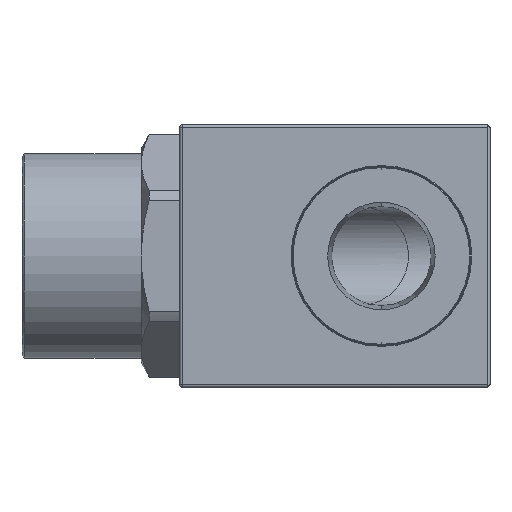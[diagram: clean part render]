
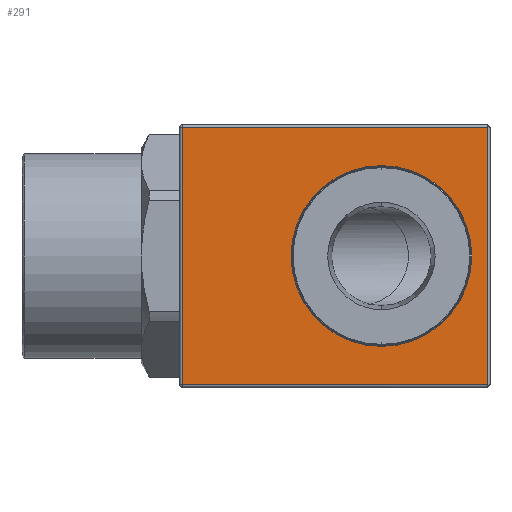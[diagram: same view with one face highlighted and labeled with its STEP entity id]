
A CAD part, front view. The second image highlights one B-rep face of the part: STEP entity #291.
In plain terms, the highlighted planar face has unit normal (0, -1, 0).
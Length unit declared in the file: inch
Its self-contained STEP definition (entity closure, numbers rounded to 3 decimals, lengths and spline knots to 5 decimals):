
#278 = VERTEX_POINT ( 'NONE', #1809 ) ;
#279 = ORIENTED_EDGE ( 'NONE', *, *, #280, .T. ) ;
#280 = EDGE_CURVE ( 'NONE', #278, #351, #1808, .T. ) ;
#291 = ADVANCED_FACE ( 'NONE', ( #1845, #1844 ), #1843, .T. ) ;
#292 = EDGE_LOOP ( 'NONE', ( #293, #347 ) ) ;
#293 = ORIENTED_EDGE ( 'NONE', *, *, #294, .F. ) ;
#294 = EDGE_CURVE ( 'NONE', #3682, #3679, #1838, .T. ) ;
#347 = ORIENTED_EDGE ( 'NONE', *, *, #3673, .F. ) ;
#348 = EDGE_LOOP ( 'NONE', ( #349, #353, #356, #279 ) ) ;
#349 = ORIENTED_EDGE ( 'NONE', *, *, #350, .T. ) ;
#350 = EDGE_CURVE ( 'NONE', #351, #352, #1934, .T. ) ;
#351 = VERTEX_POINT ( 'NONE', #1969 ) ;
#352 = VERTEX_POINT ( 'NONE', #1968 ) ;
#353 = ORIENTED_EDGE ( 'NONE', *, *, #354, .T. ) ;
#354 = EDGE_CURVE ( 'NONE', #352, #355, #1967, .T. ) ;
#355 = VERTEX_POINT ( 'NONE', #1963 ) ;
#356 = ORIENTED_EDGE ( 'NONE', *, *, #357, .T. ) ;
#357 = EDGE_CURVE ( 'NONE', #355, #278, #1962, .T. ) ;
#1805 = DIRECTION ( 'NONE',  ( 0., 0., 1. ) ) ;
#1806 = VECTOR ( 'NONE', #1805, 39.37008 ) ;
#1807 = CARTESIAN_POINT ( 'NONE',  ( 0.933, -0.53, -2.17115 ) ) ;
#1808 = LINE ( 'NONE', #1807, #1806 ) ;
#1809 = CARTESIAN_POINT ( 'NONE',  ( 0.933, -0.53, -0.52 ) ) ;
#1834 = DIRECTION ( 'NONE',  ( 0., 0., -1. ) ) ;
#1835 = DIRECTION ( 'NONE',  ( 0., -1., 0. ) ) ;
#1836 = CARTESIAN_POINT ( 'NONE',  ( 0.50445, -0.53, 0. ) ) ;
#1837 = AXIS2_PLACEMENT_3D ( 'NONE', #1836, #1835, #1834 ) ;
#1838 = CIRCLE ( 'NONE', #1837, 0.365 ) ;
#1839 = DIRECTION ( 'NONE',  ( 1., 0., 0. ) ) ;
#1840 = DIRECTION ( 'NONE',  ( 0., -1., 0. ) ) ;
#1841 = CARTESIAN_POINT ( 'NONE',  ( 0.943, -0.53, -2.17115 ) ) ;
#1842 = AXIS2_PLACEMENT_3D ( 'NONE', #1841, #1840, #1839 ) ;
#1843 = PLANE ( 'NONE',  #1842 ) ;
#1844 = FACE_OUTER_BOUND ( 'NONE', #348, .T. ) ;
#1845 = FACE_BOUND ( 'NONE', #292, .T. ) ;
#1934 = LINE ( 'NONE', #1972, #1971 ) ;
#1959 = DIRECTION ( 'NONE',  ( 1., 0., 0. ) ) ;
#1960 = VECTOR ( 'NONE', #1959, 39.37008 ) ;
#1961 = CARTESIAN_POINT ( 'NONE',  ( 0.943, -0.53, -0.52 ) ) ;
#1962 = LINE ( 'NONE', #1961, #1960 ) ;
#1963 = CARTESIAN_POINT ( 'NONE',  ( -0.2999, -0.53, -0.52 ) ) ;
#1964 = DIRECTION ( 'NONE',  ( 0., 0., -1. ) ) ;
#1965 = VECTOR ( 'NONE', #1964, 39.37008 ) ;
#1966 = CARTESIAN_POINT ( 'NONE',  ( -0.2999, -0.53, -0.53 ) ) ;
#1967 = LINE ( 'NONE', #1966, #1965 ) ;
#1968 = CARTESIAN_POINT ( 'NONE',  ( -0.2999, -0.53, 0.52 ) ) ;
#1969 = CARTESIAN_POINT ( 'NONE',  ( 0.933, -0.53, 0.52 ) ) ;
#1970 = DIRECTION ( 'NONE',  ( -1., 0., 0. ) ) ;
#1971 = VECTOR ( 'NONE', #1970, 39.37008 ) ;
#1972 = CARTESIAN_POINT ( 'NONE',  ( -0.3099, -0.53, 0.52 ) ) ;
#3549 = DIRECTION ( 'NONE',  ( 0., 0., -1. ) ) ;
#3550 = DIRECTION ( 'NONE',  ( 0., -1., 0. ) ) ;
#3551 = CARTESIAN_POINT ( 'NONE',  ( 0.50445, -0.53, 0. ) ) ;
#3552 = AXIS2_PLACEMENT_3D ( 'NONE', #3551, #3550, #3549 ) ;
#3553 = CIRCLE ( 'NONE', #3552, 0.365 ) ;
#3599 = CARTESIAN_POINT ( 'NONE',  ( 0.50445, -0.53, 0.365 ) ) ;
#3600 = CARTESIAN_POINT ( 'NONE',  ( 0.50445, -0.53, -0.365 ) ) ;
#3673 = EDGE_CURVE ( 'NONE', #3679, #3682, #3553, .T. ) ;
#3679 = VERTEX_POINT ( 'NONE', #3600 ) ;
#3682 = VERTEX_POINT ( 'NONE', #3599 ) ;
